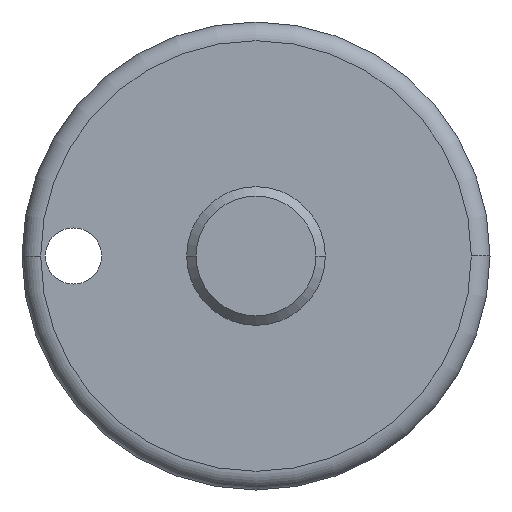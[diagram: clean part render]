
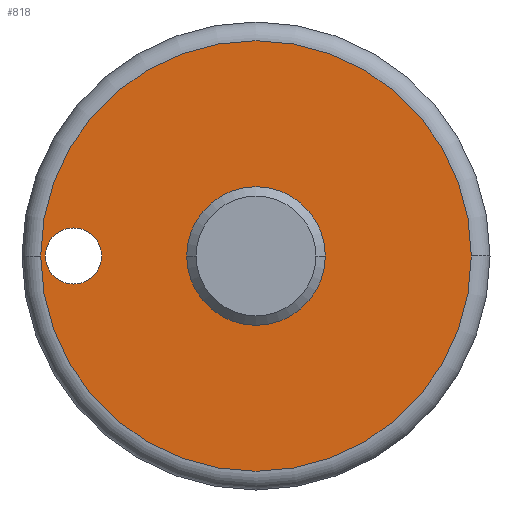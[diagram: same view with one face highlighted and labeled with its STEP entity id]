
A CAD part, left-side view. The second image highlights one B-rep face of the part: STEP entity #818.
In plain terms, the highlighted planar face has unit normal (-1, 0, 0).
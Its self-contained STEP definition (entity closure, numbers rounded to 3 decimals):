
#20 = AXIS2_PLACEMENT_3D ( 'NONE', #991, #240, #327 ) ;
#39 = CARTESIAN_POINT ( 'NONE',  ( -103.681, 8.971, 0. ) ) ;
#55 = CARTESIAN_POINT ( 'NONE',  ( -103.681, -10.779, 0. ) ) ;
#72 = EDGE_CURVE ( 'NONE', #526, #487, #1032, .T. ) ;
#96 = DIRECTION ( 'NONE',  ( -1., 0., 0. ) ) ;
#102 = DIRECTION ( 'NONE',  ( -1., 0., 0. ) ) ;
#108 = VERTEX_POINT ( 'NONE', #39 ) ;
#121 = EDGE_LOOP ( 'NONE', ( #473, #894 ) ) ;
#126 = VERTEX_POINT ( 'NONE', #791 ) ;
#127 = DIRECTION ( 'NONE',  ( 1., 0., 0. ) ) ;
#146 = ORIENTED_EDGE ( 'NONE', *, *, #286, .F. ) ;
#190 = PLANE ( 'NONE',  #812 ) ;
#210 = DIRECTION ( 'NONE',  ( 0., -1., 0. ) ) ;
#212 = CIRCLE ( 'NONE', #374, 3.7 ) ;
#236 = ORIENTED_EDGE ( 'NONE', *, *, #717, .T. ) ;
#237 = FACE_BOUND ( 'NONE', #522, .T. ) ;
#240 = DIRECTION ( 'NONE',  ( -1., 0., 0. ) ) ;
#243 = CIRCLE ( 'NONE', #616, 1.5 ) ;
#286 = EDGE_CURVE ( 'NONE', #595, #126, #681, .T. ) ;
#327 = DIRECTION ( 'NONE',  ( 0., -1., 0. ) ) ;
#365 = DIRECTION ( 'NONE',  ( 0., 1., 0. ) ) ;
#374 = AXIS2_PLACEMENT_3D ( 'NONE', #604, #426, #210 ) ;
#395 = CARTESIAN_POINT ( 'NONE',  ( -103.681, 10.471, 0. ) ) ;
#426 = DIRECTION ( 'NONE',  ( -1., 0., 0. ) ) ;
#436 = VERTEX_POINT ( 'NONE', #1009 ) ;
#440 = DIRECTION ( 'NONE',  ( 0., 1., 0. ) ) ;
#458 = DIRECTION ( 'NONE',  ( 0., 1., 0. ) ) ;
#472 = EDGE_LOOP ( 'NONE', ( #591, #146 ) ) ;
#473 = ORIENTED_EDGE ( 'NONE', *, *, #559, .T. ) ;
#487 = VERTEX_POINT ( 'NONE', #711 ) ;
#511 = DIRECTION ( 'NONE',  ( 0., 1., 0. ) ) ;
#522 = EDGE_LOOP ( 'NONE', ( #885, #236 ) ) ;
#524 = CARTESIAN_POINT ( 'NONE',  ( -103.681, 10.471, 0. ) ) ;
#526 = VERTEX_POINT ( 'NONE', #55 ) ;
#545 = CIRCLE ( 'NONE', #1077, 11.5 ) ;
#549 = EDGE_CURVE ( 'NONE', #126, #595, #212, .T. ) ;
#559 = EDGE_CURVE ( 'NONE', #487, #526, #545, .T. ) ;
#576 = CIRCLE ( 'NONE', #1065, 1.5 ) ;
#591 = ORIENTED_EDGE ( 'NONE', *, *, #549, .F. ) ;
#595 = VERTEX_POINT ( 'NONE', #985 ) ;
#604 = CARTESIAN_POINT ( 'NONE',  ( -103.681, 0.721, 0. ) ) ;
#616 = AXIS2_PLACEMENT_3D ( 'NONE', #395, #652, #458 ) ;
#633 = EDGE_CURVE ( 'NONE', #436, #108, #576, .T. ) ;
#652 = DIRECTION ( 'NONE',  ( 1., 0., 0. ) ) ;
#681 = CIRCLE ( 'NONE', #20, 3.7 ) ;
#690 = AXIS2_PLACEMENT_3D ( 'NONE', #931, #102, #511 ) ;
#711 = CARTESIAN_POINT ( 'NONE',  ( -103.681, 12.221, 0. ) ) ;
#717 = EDGE_CURVE ( 'NONE', #108, #436, #243, .T. ) ;
#791 = CARTESIAN_POINT ( 'NONE',  ( -103.681, -2.979, 0. ) ) ;
#812 = AXIS2_PLACEMENT_3D ( 'NONE', #952, #1059, #440 ) ;
#818 = ADVANCED_FACE ( 'NONE', ( #237, #987, #1010 ), #190, .F. ) ;
#885 = ORIENTED_EDGE ( 'NONE', *, *, #633, .T. ) ;
#894 = ORIENTED_EDGE ( 'NONE', *, *, #72, .T. ) ;
#931 = CARTESIAN_POINT ( 'NONE',  ( -103.681, 0.721, 0. ) ) ;
#952 = CARTESIAN_POINT ( 'NONE',  ( -103.681, 13.221, 0. ) ) ;
#961 = CARTESIAN_POINT ( 'NONE',  ( -103.681, 0.721, 0. ) ) ;
#971 = DIRECTION ( 'NONE',  ( 0., 1., 0. ) ) ;
#985 = CARTESIAN_POINT ( 'NONE',  ( -103.681, 4.421, 0. ) ) ;
#987 = FACE_OUTER_BOUND ( 'NONE', #121, .T. ) ;
#991 = CARTESIAN_POINT ( 'NONE',  ( -103.681, 0.721, 0. ) ) ;
#1009 = CARTESIAN_POINT ( 'NONE',  ( -103.681, 11.971, 0. ) ) ;
#1010 = FACE_BOUND ( 'NONE', #472, .T. ) ;
#1032 = CIRCLE ( 'NONE', #690, 11.5 ) ;
#1059 = DIRECTION ( 'NONE',  ( 1., 0., 0. ) ) ;
#1065 = AXIS2_PLACEMENT_3D ( 'NONE', #524, #127, #365 ) ;
#1077 = AXIS2_PLACEMENT_3D ( 'NONE', #961, #96, #971 ) ;
